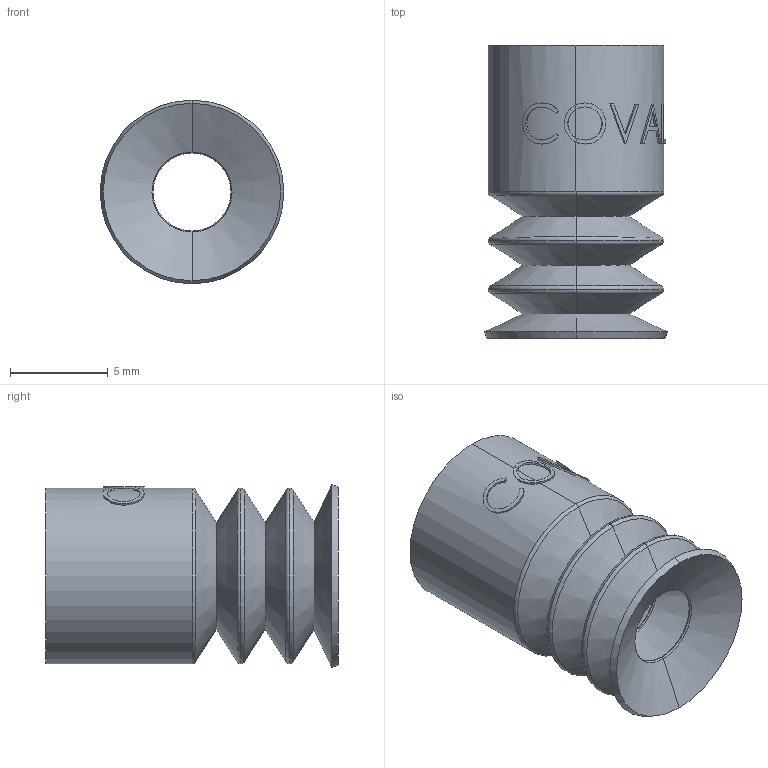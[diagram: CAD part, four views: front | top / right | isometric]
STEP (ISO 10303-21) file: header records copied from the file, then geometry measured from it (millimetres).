
FILE_DESCRIPTION(('STEP AP214'),'1');
FILE_NAME('COVAL_VS9SIT5.stp','2017-12-27T18:31:59',('TraceParts'),('TraceParts S.A.'),'Spatial InterOp 3D',' ',' ');
FILE_SCHEMA(('automotive_design'));
Length unit declared in the file: millimetre
Products named in the file (1): COVAL_VS9SIT5
Bounding box: 9.4 x 15 x 9.4 mm (x, y, z)
Volume: 506.4 mm3; surface area: 921.3 mm2
Topology: 1 solids, 1 shells, 105 faces, 247 edges, 148 vertices
Faces by surface type: bspline 29, cone 26, torus 22, plane 15, cylinder 13
Entity records: 7503 total; most frequent: CARTESIAN_POINT 4458, ORIENTED_EDGE 494, DIRECTION 396, EDGE_CURVE 247, AXIS2_PLACEMENT_3D 175, VERTEX_POINT 148, EDGE_LOOP 111, STYLED_ITEM 105
